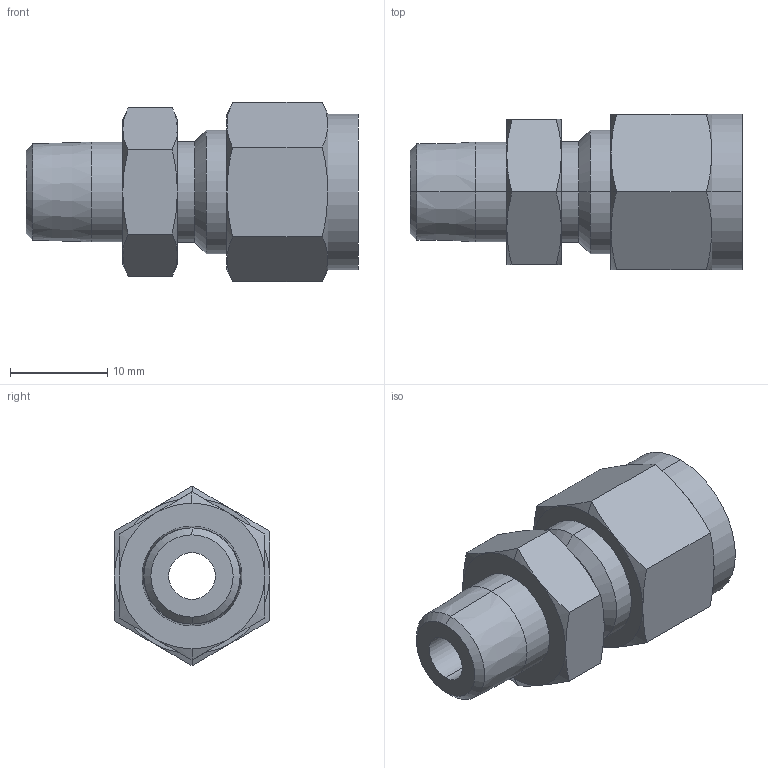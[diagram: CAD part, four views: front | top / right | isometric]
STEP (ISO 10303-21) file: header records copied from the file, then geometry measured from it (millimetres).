
FILE_DESCRIPTION (( 'STEP AP203' ), '1' );
FILE_NAME ('RizurLok-P-8(O)-1.8NPT(Pm).STEP', '2022-03-15T06:01:01', ( '' ), ( '' ), 'SwSTEP 2.0', 'SolidWorks 2020', '' );
FILE_SCHEMA (( 'CONFIG_CONTROL_DESIGN' ));
Length unit declared in the file: millimetre
Products named in the file (2): RizurLok-P-8(O)-1.8NPT(Pm)
Assembly tree (1 placements, depth 2):
  RizurLok-P-8(O)-1.8NPT(Pm)
    RizurLok-P-8(O)-1.8NPT(Pm)
Bounding box: 34.2 x 16 x 18.48 mm (x, y, z)
Volume: 4214.5 mm3; surface area: 2789.1 mm2
Topology: 1 solids, 1 shells, 168 faces, 423 edges, 268 vertices
Faces by surface type: plane 69, bspline 49, cone 38, cylinder 12
Entity records: 7167 total; most frequent: CARTESIAN_POINT 3340, ORIENTED_EDGE 846, DIRECTION 581, EDGE_CURVE 423, VERTEX_POINT 268, VECTOR 219, LINE 219, EDGE_LOOP 181
